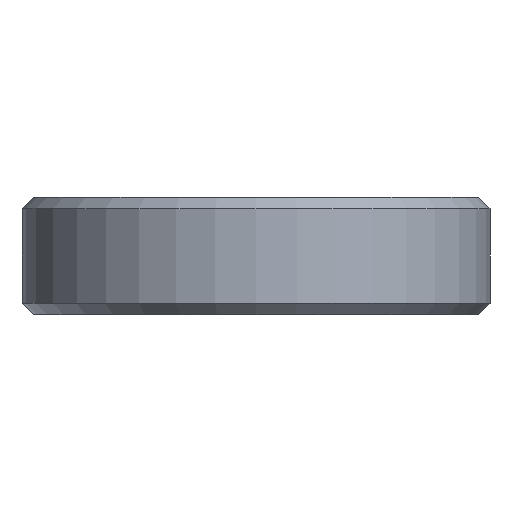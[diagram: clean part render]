
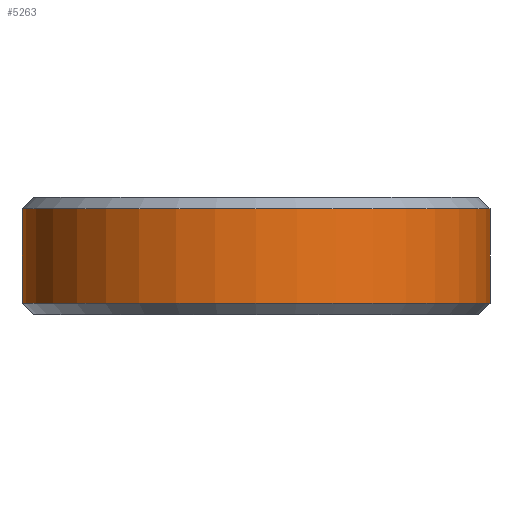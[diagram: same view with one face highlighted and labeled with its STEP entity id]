
A CAD part, left-side view. The second image highlights one B-rep face of the part: STEP entity #5263.
In plain terms, the highlighted cylindrical face has radius 6.25 mm (diameter 12.5 mm), a partial arc.
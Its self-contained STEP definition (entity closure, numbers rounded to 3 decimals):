
#972 = CONICAL_SURFACE('',#973,6.25,0.785);
#973 = AXIS2_PLACEMENT_3D('',#974,#975,#976);
#974 = CARTESIAN_POINT('',(0.,0.,0.3));
#975 = DIRECTION('',(0.,0.,1.));
#976 = DIRECTION('',(0.,1.,0.));
#2361 = VERTEX_POINT('',#2362);
#2362 = CARTESIAN_POINT('',(0.,-6.25,0.3));
#2397 = PLANE('',#2398);
#2398 = AXIS2_PLACEMENT_3D('',#2399,#2400,#2401);
#2399 = CARTESIAN_POINT('',(212.5,-6.25,0.));
#2400 = DIRECTION('',(0.,-1.,0.));
#2401 = DIRECTION('',(-1.,0.,0.));
#2416 = VERTEX_POINT('',#2417);
#2417 = CARTESIAN_POINT('',(0.,6.25,0.3));
#2431 = PLANE('',#2432);
#2432 = AXIS2_PLACEMENT_3D('',#2433,#2434,#2435);
#2433 = CARTESIAN_POINT('',(212.5,6.25,0.));
#2434 = DIRECTION('',(0.,-1.,0.));
#2435 = DIRECTION('',(-1.,0.,0.));
#2468 = EDGE_CURVE('',#2416,#2361,#2469,.T.);
#2469 = SURFACE_CURVE('',#2470,(#2475,#2482),.PCURVE_S1.);
#2470 = CIRCLE('',#2471,6.25);
#2471 = AXIS2_PLACEMENT_3D('',#2472,#2473,#2474);
#2472 = CARTESIAN_POINT('',(0.,0.,0.3));
#2473 = DIRECTION('',(0.,-0.,1.));
#2474 = DIRECTION('',(0.,1.,0.));
#2475 = PCURVE('',#972,#2476);
#2476 = DEFINITIONAL_REPRESENTATION('',(#2477),#2481);
#2477 = LINE('',#2478,#2479);
#2478 = CARTESIAN_POINT('',(0.,-0.));
#2479 = VECTOR('',#2480,1.);
#2480 = DIRECTION('',(1.,-0.));
#2481 = ( GEOMETRIC_REPRESENTATION_CONTEXT(2) 
PARAMETRIC_REPRESENTATION_CONTEXT() REPRESENTATION_CONTEXT('2D SPACE',''
  ) );
#2482 = PCURVE('',#2483,#2488);
#2483 = CYLINDRICAL_SURFACE('',#2484,6.25);
#2484 = AXIS2_PLACEMENT_3D('',#2485,#2486,#2487);
#2485 = CARTESIAN_POINT('',(0.,0.,0.));
#2486 = DIRECTION('',(-0.,-0.,-1.));
#2487 = DIRECTION('',(1.,0.,0.));
#2488 = DEFINITIONAL_REPRESENTATION('',(#2489),#2493);
#2489 = LINE('',#2490,#2491);
#2490 = CARTESIAN_POINT('',(-1.571,-0.3));
#2491 = VECTOR('',#2492,1.);
#2492 = DIRECTION('',(-1.,0.));
#2493 = ( GEOMETRIC_REPRESENTATION_CONTEXT(2) 
PARAMETRIC_REPRESENTATION_CONTEXT() REPRESENTATION_CONTEXT('2D SPACE',''
  ) );
#5161 = VERTEX_POINT('',#5162);
#5162 = CARTESIAN_POINT('',(0.,-6.25,2.825));
#5188 = EDGE_CURVE('',#2361,#5161,#5189,.T.);
#5189 = SURFACE_CURVE('',#5190,(#5194,#5201),.PCURVE_S1.);
#5190 = LINE('',#5191,#5192);
#5191 = CARTESIAN_POINT('',(0.,-6.25,0.));
#5192 = VECTOR('',#5193,1.);
#5193 = DIRECTION('',(0.,0.,1.));
#5194 = PCURVE('',#2397,#5195);
#5195 = DEFINITIONAL_REPRESENTATION('',(#5196),#5200);
#5196 = LINE('',#5197,#5198);
#5197 = CARTESIAN_POINT('',(212.5,0.));
#5198 = VECTOR('',#5199,1.);
#5199 = DIRECTION('',(0.,-1.));
#5200 = ( GEOMETRIC_REPRESENTATION_CONTEXT(2) 
PARAMETRIC_REPRESENTATION_CONTEXT() REPRESENTATION_CONTEXT('2D SPACE',''
  ) );
#5201 = PCURVE('',#2483,#5202);
#5202 = DEFINITIONAL_REPRESENTATION('',(#5203),#5207);
#5203 = LINE('',#5204,#5205);
#5204 = CARTESIAN_POINT('',(-4.712,0.));
#5205 = VECTOR('',#5206,1.);
#5206 = DIRECTION('',(-0.,-1.));
#5207 = ( GEOMETRIC_REPRESENTATION_CONTEXT(2) 
PARAMETRIC_REPRESENTATION_CONTEXT() REPRESENTATION_CONTEXT('2D SPACE',''
  ) );
#5215 = VERTEX_POINT('',#5216);
#5216 = CARTESIAN_POINT('',(0.,6.25,2.825));
#5242 = EDGE_CURVE('',#2416,#5215,#5243,.T.);
#5243 = SURFACE_CURVE('',#5244,(#5248,#5255),.PCURVE_S1.);
#5244 = LINE('',#5245,#5246);
#5245 = CARTESIAN_POINT('',(0.,6.25,0.));
#5246 = VECTOR('',#5247,1.);
#5247 = DIRECTION('',(0.,0.,1.));
#5248 = PCURVE('',#2431,#5249);
#5249 = DEFINITIONAL_REPRESENTATION('',(#5250),#5254);
#5250 = LINE('',#5251,#5252);
#5251 = CARTESIAN_POINT('',(212.5,0.));
#5252 = VECTOR('',#5253,1.);
#5253 = DIRECTION('',(0.,-1.));
#5254 = ( GEOMETRIC_REPRESENTATION_CONTEXT(2) 
PARAMETRIC_REPRESENTATION_CONTEXT() REPRESENTATION_CONTEXT('2D SPACE',''
  ) );
#5255 = PCURVE('',#2483,#5256);
#5256 = DEFINITIONAL_REPRESENTATION('',(#5257),#5261);
#5257 = LINE('',#5258,#5259);
#5258 = CARTESIAN_POINT('',(-1.571,0.));
#5259 = VECTOR('',#5260,1.);
#5260 = DIRECTION('',(-0.,-1.));
#5261 = ( GEOMETRIC_REPRESENTATION_CONTEXT(2) 
PARAMETRIC_REPRESENTATION_CONTEXT() REPRESENTATION_CONTEXT('2D SPACE',''
  ) );
#5263 = ADVANCED_FACE('',(#5264),#2483,.T.);
#5264 = FACE_BOUND('',#5265,.F.);
#5265 = EDGE_LOOP('',(#5266,#5267,#5294,#5295));
#5266 = ORIENTED_EDGE('',*,*,#5242,.T.);
#5267 = ORIENTED_EDGE('',*,*,#5268,.T.);
#5268 = EDGE_CURVE('',#5215,#5161,#5269,.T.);
#5269 = SURFACE_CURVE('',#5270,(#5275,#5282),.PCURVE_S1.);
#5270 = CIRCLE('',#5271,6.25);
#5271 = AXIS2_PLACEMENT_3D('',#5272,#5273,#5274);
#5272 = CARTESIAN_POINT('',(0.,0.,2.825));
#5273 = DIRECTION('',(0.,-0.,1.));
#5274 = DIRECTION('',(0.,1.,0.));
#5275 = PCURVE('',#2483,#5276);
#5276 = DEFINITIONAL_REPRESENTATION('',(#5277),#5281);
#5277 = LINE('',#5278,#5279);
#5278 = CARTESIAN_POINT('',(-1.571,-2.825));
#5279 = VECTOR('',#5280,1.);
#5280 = DIRECTION('',(-1.,0.));
#5281 = ( GEOMETRIC_REPRESENTATION_CONTEXT(2) 
PARAMETRIC_REPRESENTATION_CONTEXT() REPRESENTATION_CONTEXT('2D SPACE',''
  ) );
#5282 = PCURVE('',#5283,#5288);
#5283 = CONICAL_SURFACE('',#5284,6.25,0.785);
#5284 = AXIS2_PLACEMENT_3D('',#5285,#5286,#5287);
#5285 = CARTESIAN_POINT('',(0.,0.,2.825));
#5286 = DIRECTION('',(-0.,-0.,-1.));
#5287 = DIRECTION('',(0.,1.,0.));
#5288 = DEFINITIONAL_REPRESENTATION('',(#5289),#5293);
#5289 = LINE('',#5290,#5291);
#5290 = CARTESIAN_POINT('',(-0.,-0.));
#5291 = VECTOR('',#5292,1.);
#5292 = DIRECTION('',(-1.,-0.));
#5293 = ( GEOMETRIC_REPRESENTATION_CONTEXT(2) 
PARAMETRIC_REPRESENTATION_CONTEXT() REPRESENTATION_CONTEXT('2D SPACE',''
  ) );
#5294 = ORIENTED_EDGE('',*,*,#5188,.F.);
#5295 = ORIENTED_EDGE('',*,*,#2468,.F.);
